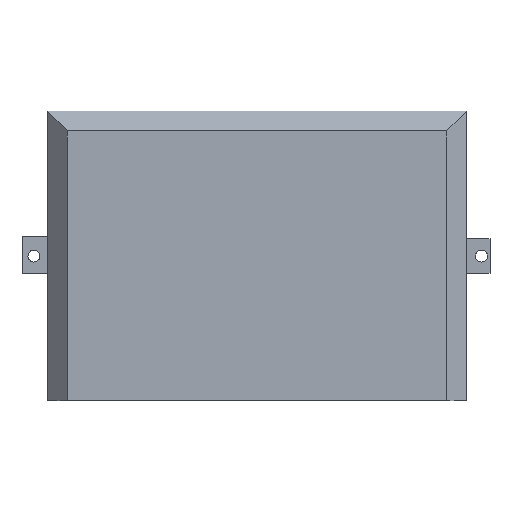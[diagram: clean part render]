
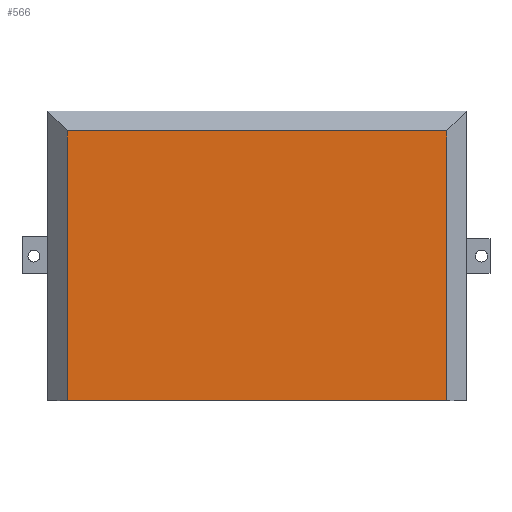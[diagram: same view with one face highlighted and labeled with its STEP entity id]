
A CAD part, top view. The second image highlights one B-rep face of the part: STEP entity #566.
In plain terms, the highlighted planar face has unit normal (0, 0, 1).
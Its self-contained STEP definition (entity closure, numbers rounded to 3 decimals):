
#37=PLANE('',#616);
#65=FACE_OUTER_BOUND('',#98,.T.);
#98=EDGE_LOOP('',(#452,#453,#454,#455));
#146=LINE('',#850,#213);
#149=LINE('',#856,#216);
#151=LINE('',#860,#218);
#154=LINE('',#865,#221);
#213=VECTOR('',#698,10.);
#216=VECTOR('',#703,10.);
#218=VECTOR('',#707,10.);
#221=VECTOR('',#712,10.);
#286=VERTEX_POINT('',#847);
#287=VERTEX_POINT('',#849);
#289=VERTEX_POINT('',#855);
#290=VERTEX_POINT('',#859);
#346=EDGE_CURVE('',#286,#287,#146,.T.);
#349=EDGE_CURVE('',#287,#289,#149,.T.);
#351=EDGE_CURVE('',#289,#290,#151,.T.);
#354=EDGE_CURVE('',#286,#290,#154,.T.);
#452=ORIENTED_EDGE('',*,*,#351,.F.);
#453=ORIENTED_EDGE('',*,*,#349,.F.);
#454=ORIENTED_EDGE('',*,*,#346,.F.);
#455=ORIENTED_EDGE('',*,*,#354,.T.);
#566=ADVANCED_FACE('',(#65),#37,.T.);
#616=AXIS2_PLACEMENT_3D('',#864,#710,#711);
#698=DIRECTION('',(0.,1.,0.));
#703=DIRECTION('',(1.,0.,0.));
#707=DIRECTION('',(0.,-1.,0.));
#710=DIRECTION('center_axis',(0.,0.,1.));
#711=DIRECTION('ref_axis',(1.,0.,0.));
#712=DIRECTION('',(1.,0.,0.));
#847=CARTESIAN_POINT('',(11.41,0.,23.5));
#849=CARTESIAN_POINT('',(11.41,67.6,23.5));
#850=CARTESIAN_POINT('',(11.41,54.45,23.5));
#855=CARTESIAN_POINT('',(106.41,67.6,23.5));
#856=CARTESIAN_POINT('',(85.16,67.6,23.5));
#859=CARTESIAN_POINT('',(106.41,0.,23.5));
#860=CARTESIAN_POINT('',(106.41,18.15,23.5));
#864=CARTESIAN_POINT('Origin',(58.91,36.3,23.5));
#865=CARTESIAN_POINT('',(111.41,0.,23.5));
